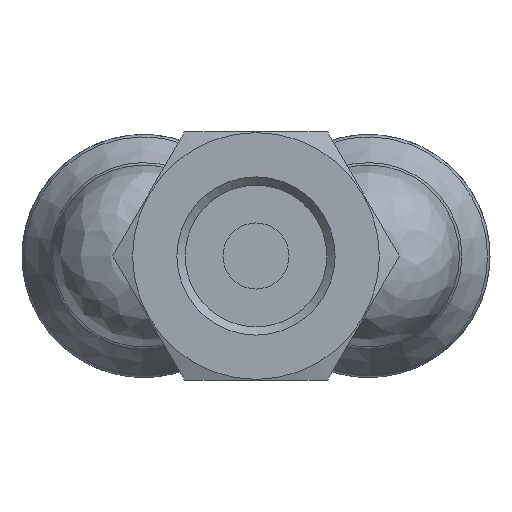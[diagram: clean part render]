
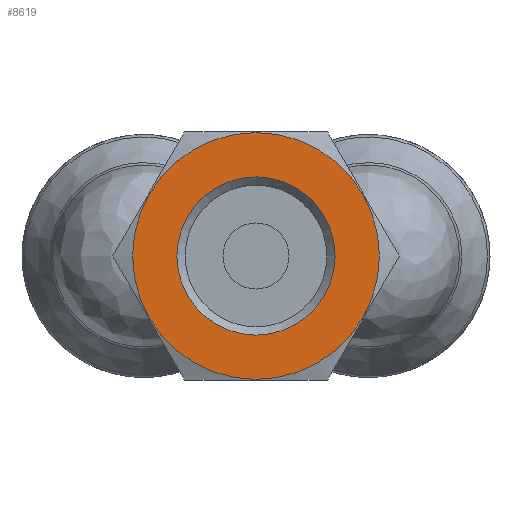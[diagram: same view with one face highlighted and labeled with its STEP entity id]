
A CAD part, front view. The second image highlights one B-rep face of the part: STEP entity #8619.
In plain terms, the highlighted face is planar.
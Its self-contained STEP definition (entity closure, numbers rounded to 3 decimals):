
#8568=CARTESIAN_POINT('',(-21.6,4.783,0.));
#8569=VERTEX_POINT('',#8568);
#8570=CARTESIAN_POINT('',(-21.6,0.,0.0));
#8571=DIRECTION('',(-1.0,0.0,0.0));
#8572=DIRECTION('',(0.0,-1.0,0.0));
#8573=AXIS2_PLACEMENT_3D('',#8570,#8571,#8572);
#8574=CIRCLE('',#8573,4.783);
#8575=EDGE_CURVE('',#8569,#8569,#8574,.T.);
#8600=CARTESIAN_POINT('',(-21.6,5.891,0.0));
#8601=DIRECTION('',(-1.0,0.0,0.0));
#8602=DIRECTION('',(0.0,0.0,1.0));
#8603=AXIS2_PLACEMENT_3D('',#8600,#8601,#8602);
#8604=PLANE('',#8603);
#8605=CARTESIAN_POINT('',(-21.6,7.46,0.0));
#8606=VERTEX_POINT('',#8605);
#8607=CARTESIAN_POINT('',(-21.6,0.,0.0));
#8608=DIRECTION('',(-1.0,0.0,0.0));
#8609=DIRECTION('',(0.0,1.0,0.0));
#8610=AXIS2_PLACEMENT_3D('',#8607,#8608,#8609);
#8611=CIRCLE('',#8610,7.46);
#8612=EDGE_CURVE('',#8606,#8606,#8611,.T.);
#8613=ORIENTED_EDGE('',*,*,#8612,.T.);
#8614=EDGE_LOOP('',(#8613));
#8615=FACE_OUTER_BOUND('',#8614,.T.);
#8616=ORIENTED_EDGE('',*,*,#8575,.F.);
#8617=EDGE_LOOP('',(#8616));
#8618=FACE_BOUND('',#8617,.T.);
#8619=ADVANCED_FACE('',(#8615,#8618),#8604,.T.);
